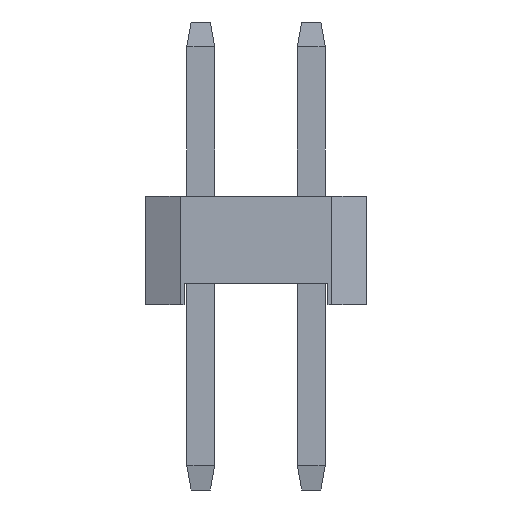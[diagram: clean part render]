
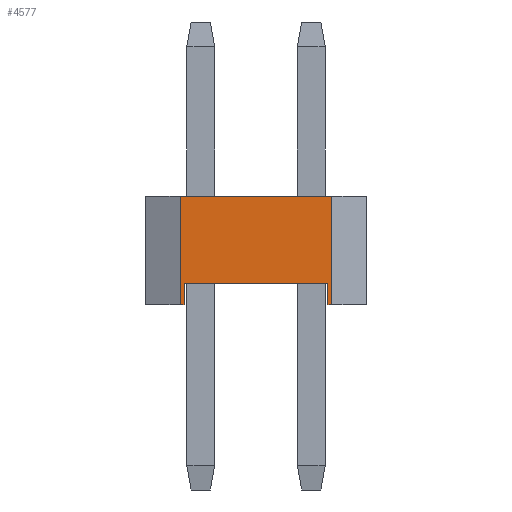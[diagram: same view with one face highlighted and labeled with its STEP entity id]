
A CAD part, left-side view. The second image highlights one B-rep face of the part: STEP entity #4577.
In plain terms, the highlighted planar face has unit normal (-1, 0, 0).
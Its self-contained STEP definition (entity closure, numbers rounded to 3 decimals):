
#175 = CARTESIAN_POINT ( 'NONE',  ( -8.89, -1.65, 0. ) ) ;
#462 = CARTESIAN_POINT ( 'NONE',  ( -8.89, 1.74, 0. ) ) ;
#1360 = CARTESIAN_POINT ( 'NONE',  ( -8.89, 1.65, 0. ) ) ;
#1708 = CARTESIAN_POINT ( 'NONE',  ( -8.89, 1.74, 2.5 ) ) ;
#2028 = CARTESIAN_POINT ( 'NONE',  ( -8.89, -2.54, 2.5 ) ) ;
#2430 = CARTESIAN_POINT ( 'NONE',  ( -8.89, 1.65, 0.5 ) ) ;
#2882 = CARTESIAN_POINT ( 'NONE',  ( -8.89, -2.54, 0. ) ) ;
#2953 = LINE ( 'NONE', #1360, #10220 ) ;
#3004 = DIRECTION ( 'NONE',  ( 0., 0., 1. ) ) ;
#3216 = ORIENTED_EDGE ( 'NONE', *, *, #23882, .F. ) ;
#3421 = VERTEX_POINT ( 'NONE', #2430 ) ;
#4005 = CARTESIAN_POINT ( 'NONE',  ( -8.89, -1.65, 0. ) ) ;
#4574 = CARTESIAN_POINT ( 'NONE',  ( -8.89, -2.54, 0. ) ) ;
#4577 = ADVANCED_FACE ( 'NONE', ( #16171 ), #6791, .F. ) ;
#4941 = DIRECTION ( 'NONE',  ( 1., 0., 0. ) ) ;
#5184 = VECTOR ( 'NONE', #6456, 1000. ) ;
#5222 = CARTESIAN_POINT ( 'NONE',  ( -8.89, -1.74, 0. ) ) ;
#6190 = VECTOR ( 'NONE', #12462, 1000. ) ;
#6456 = DIRECTION ( 'NONE',  ( 0., -1., 0. ) ) ;
#6747 = DIRECTION ( 'NONE',  ( 0., 0., -1. ) ) ;
#6791 = PLANE ( 'NONE',  #21627 ) ;
#6831 = VERTEX_POINT ( 'NONE', #11530 ) ;
#8178 = VECTOR ( 'NONE', #3004, 1000. ) ;
#8233 = EDGE_CURVE ( 'NONE', #20391, #16070, #21635, .T. ) ;
#8349 = VERTEX_POINT ( 'NONE', #16824 ) ;
#8689 = ORIENTED_EDGE ( 'NONE', *, *, #21628, .F. ) ;
#9239 = VERTEX_POINT ( 'NONE', #12434 ) ;
#9413 = VERTEX_POINT ( 'NONE', #11682 ) ;
#9536 = DIRECTION ( 'NONE',  ( 0., -1., 0. ) ) ;
#9906 = DIRECTION ( 'NONE',  ( 0., 0., 1. ) ) ;
#9943 = VECTOR ( 'NONE', #6747, 1000. ) ;
#10220 = VECTOR ( 'NONE', #21826, 1000. ) ;
#10655 = LINE ( 'NONE', #23733, #8178 ) ;
#10718 = ORIENTED_EDGE ( 'NONE', *, *, #19219, .F. ) ;
#11530 = CARTESIAN_POINT ( 'NONE',  ( -8.89, -1.74, 2.5 ) ) ;
#11682 = CARTESIAN_POINT ( 'NONE',  ( -8.89, 1.65, 0. ) ) ;
#11756 = VECTOR ( 'NONE', #9536, 1000. ) ;
#12010 = EDGE_CURVE ( 'NONE', #8349, #3421, #12334, .T. ) ;
#12334 = LINE ( 'NONE', #14193, #20062 ) ;
#12416 = LINE ( 'NONE', #1708, #9943 ) ;
#12434 = CARTESIAN_POINT ( 'NONE',  ( -8.89, 1.74, 2.5 ) ) ;
#12462 = DIRECTION ( 'NONE',  ( 0., -1., 0. ) ) ;
#13268 = ORIENTED_EDGE ( 'NONE', *, *, #14200, .T. ) ;
#13363 = LINE ( 'NONE', #2028, #11756 ) ;
#14012 = ORIENTED_EDGE ( 'NONE', *, *, #17745, .T. ) ;
#14193 = CARTESIAN_POINT ( 'NONE',  ( -8.89, 1.65, 0.5 ) ) ;
#14200 = EDGE_CURVE ( 'NONE', #9239, #15460, #12416, .T. ) ;
#15460 = VERTEX_POINT ( 'NONE', #462 ) ;
#16070 = VERTEX_POINT ( 'NONE', #5222 ) ;
#16171 = FACE_OUTER_BOUND ( 'NONE', #18194, .T. ) ;
#16824 = CARTESIAN_POINT ( 'NONE',  ( -8.89, -1.65, 0.5 ) ) ;
#17077 = LINE ( 'NONE', #4005, #18388 ) ;
#17745 = EDGE_CURVE ( 'NONE', #15460, #9413, #21478, .T. ) ;
#17786 = DIRECTION ( 'NONE',  ( 0., 0., -1. ) ) ;
#18194 = EDGE_LOOP ( 'NONE', ( #14012, #8689, #23524, #3216, #18743, #18422, #10718, #13268 ) ) ;
#18388 = VECTOR ( 'NONE', #9906, 1000. ) ;
#18422 = ORIENTED_EDGE ( 'NONE', *, *, #19008, .T. ) ;
#18743 = ORIENTED_EDGE ( 'NONE', *, *, #8233, .T. ) ;
#19008 = EDGE_CURVE ( 'NONE', #16070, #6831, #10655, .T. ) ;
#19219 = EDGE_CURVE ( 'NONE', #9239, #6831, #13363, .T. ) ;
#20062 = VECTOR ( 'NONE', #23439, 1000. ) ;
#20391 = VERTEX_POINT ( 'NONE', #175 ) ;
#21478 = LINE ( 'NONE', #4574, #6190 ) ;
#21627 = AXIS2_PLACEMENT_3D ( 'NONE', #21846, #4941, #17786 ) ;
#21628 = EDGE_CURVE ( 'NONE', #3421, #9413, #2953, .T. ) ;
#21635 = LINE ( 'NONE', #2882, #5184 ) ;
#21826 = DIRECTION ( 'NONE',  ( 0., 0., -1. ) ) ;
#21846 = CARTESIAN_POINT ( 'NONE',  ( -8.89, -2.54, 2.5 ) ) ;
#23439 = DIRECTION ( 'NONE',  ( 0., 1., 0. ) ) ;
#23524 = ORIENTED_EDGE ( 'NONE', *, *, #12010, .F. ) ;
#23733 = CARTESIAN_POINT ( 'NONE',  ( -8.89, -1.74, -6. ) ) ;
#23882 = EDGE_CURVE ( 'NONE', #20391, #8349, #17077, .T. ) ;
